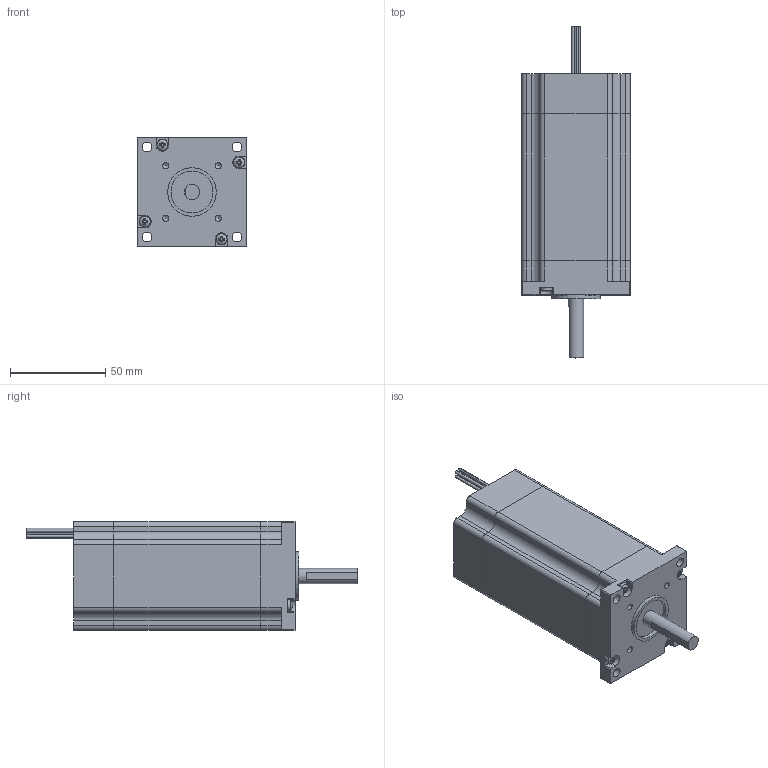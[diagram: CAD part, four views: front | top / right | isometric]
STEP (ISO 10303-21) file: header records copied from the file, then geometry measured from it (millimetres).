
FILE_DESCRIPTION(/* description */ (''),/* implementation_level */ '2;1');
FILE_NAME(/* name */ 'DB56D036030-A.stp',/* time_stamp */ '2017-06-01T10:42:35+02:00',/* author */ ('schneid_cad'),/* organization */ (''),/* preprocessor_version */ 'ST-DEVELOPER v16.5',/* originating_system */ 'Autodesk Inventor 2017',/* authorisation */ '');
FILE_SCHEMA (('AUTOMOTIVE_DESIGN { 1 0 10303 214 3 1 1 }'));
Length unit declared in the file: millimetre
Products named in the file (1): DB56D036030-A
Bounding box: 57 x 174 x 57 mm (x, y, z)
Volume: 337751.3 mm3; surface area: 53298.3 mm2
Topology: 18 solids, 18 shells, 414 faces, 1063 edges, 699 vertices
Faces by surface type: plane 200, cylinder 108, cone 94, sphere 6, torus 6
Full cylindrical faces by diameter (mm): 1 x5, 1.5 x3, 2.275 x2, 2.5 x2, 2.75 x4, 3 x4, 3.242 x4, 3.4 x4, 5 x4, 7 x1, 8 x2, 8.2 x2, 11 x1, 22 x1, 25.4 x1
Entity records: 12414 total; most frequent: CARTESIAN_POINT 2311, DIRECTION 2140, ORIENTED_EDGE 1946, EDGE_CURVE 973, AXIS2_PLACEMENT_3D 848, VERTEX_POINT 683, EDGE_LOOP 524, LINE 444
